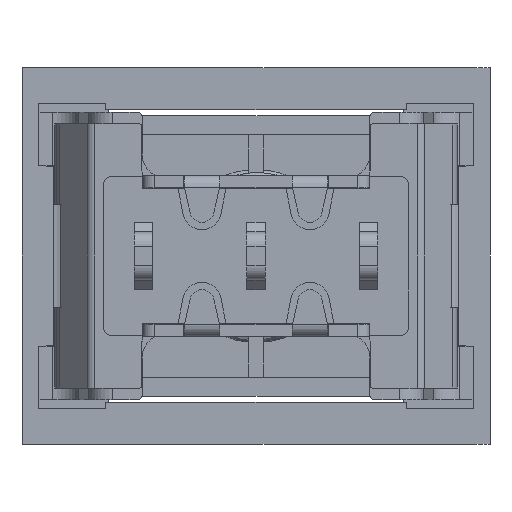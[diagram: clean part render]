
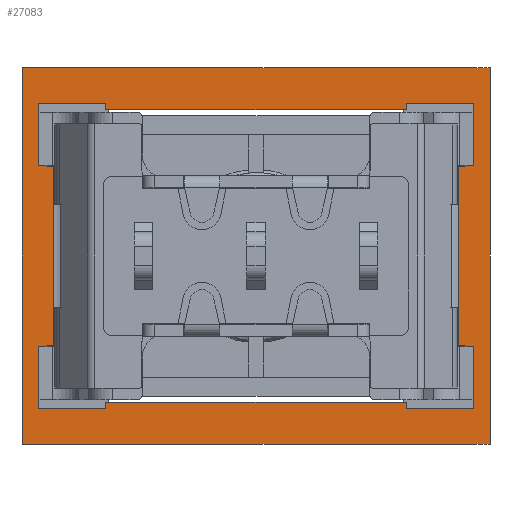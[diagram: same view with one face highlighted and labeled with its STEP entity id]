
A CAD part, front view. The second image highlights one B-rep face of the part: STEP entity #27083.
In plain terms, the highlighted planar face has unit normal (0, -1, 0).
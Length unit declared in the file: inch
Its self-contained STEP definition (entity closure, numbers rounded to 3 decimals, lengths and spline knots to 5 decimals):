
#26250=DIRECTION('',(0.,0.,-1.));
#26251=VECTOR('',#26250,0.61811);
#26252=CARTESIAN_POINT('',(-0.38386,-0.03937,
0.30906));
#26253=LINE('',#26252,#26251);
#26264=DIRECTION('',(-1.,0.,0.));
#26265=VECTOR('',#26264,0.76772);
#26266=CARTESIAN_POINT('',(0.38386,-0.03937,
0.30906));
#26267=LINE('',#26266,#26265);
#26301=DIRECTION('',(0.,0.,-1.));
#26302=VECTOR('',#26301,0.61811);
#26303=CARTESIAN_POINT('',(0.38386,-0.03937,
0.30906));
#26304=LINE('',#26303,#26302);
#26351=DIRECTION('',(-1.,0.,0.));
#26352=VECTOR('',#26351,0.76772);
#26353=CARTESIAN_POINT('',(0.38386,-0.03937,
-0.30906));
#26354=LINE('',#26353,#26352);
#26408=DIRECTION('',(1.,0.,0.));
#26409=VECTOR('',#26408,0.49213);
#26410=CARTESIAN_POINT('',(-0.24606,-0.03937,
-0.24016));
#26411=LINE('',#26410,#26409);
#26436=DIRECTION('',(-1.,0.,0.));
#26437=VECTOR('',#26436,0.49213);
#26438=CARTESIAN_POINT('',(0.24606,-0.03937,
0.24016));
#26439=LINE('',#26438,#26437);
#26492=DIRECTION('',(0.,0.,1.));
#26493=VECTOR('',#26492,0.00984);
#26494=CARTESIAN_POINT('',(-0.24606,-0.03937,
-0.25));
#26495=LINE('',#26494,#26493);
#26513=DIRECTION('',(1.,0.,0.));
#26514=VECTOR('',#26513,0.11024);
#26515=CARTESIAN_POINT('',(-0.3563,-0.03937,
-0.25));
#26516=LINE('',#26515,#26514);
#26534=DIRECTION('',(0.,0.,-1.));
#26535=VECTOR('',#26534,0.10236);
#26536=CARTESIAN_POINT('',(-0.3563,-0.03937,
0.25));
#26537=LINE('',#26536,#26535);
#26548=DIRECTION('',(0.,0.,-1.));
#26549=VECTOR('',#26548,0.10236);
#26550=CARTESIAN_POINT('',(-0.3563,-0.03937,
-0.14764));
#26551=LINE('',#26550,#26549);
#26555=DIRECTION('',(-1.,0.,0.));
#26556=VECTOR('',#26555,0.02362);
#26557=CARTESIAN_POINT('',(-0.33268,-0.03937,
-0.14764));
#26558=LINE('',#26557,#26556);
#26569=DIRECTION('',(0.,0.,-1.));
#26570=VECTOR('',#26569,0.29528);
#26571=CARTESIAN_POINT('',(-0.33268,-0.03937,
0.14764));
#26572=LINE('',#26571,#26570);
#26583=DIRECTION('',(1.,0.,0.));
#26584=VECTOR('',#26583,0.02362);
#26585=CARTESIAN_POINT('',(-0.3563,-0.03937,
0.14764));
#26586=LINE('',#26585,#26584);
#26639=DIRECTION('',(-1.,0.,0.));
#26640=VECTOR('',#26639,0.11024);
#26641=CARTESIAN_POINT('',(-0.24606,-0.03937,
0.25));
#26642=LINE('',#26641,#26640);
#26660=DIRECTION('',(0.,0.,1.));
#26661=VECTOR('',#26660,0.00984);
#26662=CARTESIAN_POINT('',(-0.24606,-0.03937,
0.24016));
#26663=LINE('',#26662,#26661);
#26681=DIRECTION('',(0.,0.,-1.));
#26682=VECTOR('',#26681,0.00984);
#26683=CARTESIAN_POINT('',(0.24606,-0.03937,
0.25));
#26684=LINE('',#26683,#26682);
#26702=DIRECTION('',(-1.,0.,0.));
#26703=VECTOR('',#26702,0.11024);
#26704=CARTESIAN_POINT('',(0.3563,-0.03937,
0.25));
#26705=LINE('',#26704,#26703);
#26709=DIRECTION('',(0.,0.,1.));
#26710=VECTOR('',#26709,0.10236);
#26711=CARTESIAN_POINT('',(0.3563,-0.03937,
-0.25));
#26712=LINE('',#26711,#26710);
#26730=DIRECTION('',(0.,0.,1.));
#26731=VECTOR('',#26730,0.10236);
#26732=CARTESIAN_POINT('',(0.3563,-0.03937,
0.14764));
#26733=LINE('',#26732,#26731);
#26737=DIRECTION('',(1.,0.,0.));
#26738=VECTOR('',#26737,0.02362);
#26739=CARTESIAN_POINT('',(0.33268,-0.03937,
0.14764));
#26740=LINE('',#26739,#26738);
#26751=DIRECTION('',(0.,0.,1.));
#26752=VECTOR('',#26751,0.29528);
#26753=CARTESIAN_POINT('',(0.33268,-0.03937,
-0.14764));
#26754=LINE('',#26753,#26752);
#26765=DIRECTION('',(-1.,0.,0.));
#26766=VECTOR('',#26765,0.02362);
#26767=CARTESIAN_POINT('',(0.3563,-0.03937,
-0.14764));
#26768=LINE('',#26767,#26766);
#26828=DIRECTION('',(1.,0.,0.));
#26829=VECTOR('',#26828,0.11024);
#26830=CARTESIAN_POINT('',(0.24606,-0.03937,
-0.25));
#26831=LINE('',#26830,#26829);
#26856=DIRECTION('',(0.,0.,-1.));
#26857=VECTOR('',#26856,0.00984);
#26858=CARTESIAN_POINT('',(0.24606,-0.03937,
-0.24016));
#26859=LINE('',#26858,#26857);
#26884=CARTESIAN_POINT('',(-0.38386,-0.03937,
0.30906));
#26885=CARTESIAN_POINT('',(-0.38386,-0.03937,
-0.30906));
#26886=VERTEX_POINT('',#26884);
#26887=VERTEX_POINT('',#26885);
#26892=CARTESIAN_POINT('',(0.38386,-0.03937,
-0.30906));
#26893=VERTEX_POINT('',#26892);
#26894=CARTESIAN_POINT('',(0.38386,-0.03937,
0.30906));
#26895=VERTEX_POINT('',#26894);
#26896=CARTESIAN_POINT('',(-0.24606,-0.03937,
0.24016));
#26897=CARTESIAN_POINT('',(-0.24606,-0.03937,
0.25));
#26898=VERTEX_POINT('',#26896);
#26899=VERTEX_POINT('',#26897);
#26900=CARTESIAN_POINT('',(0.24606,-0.03937,
0.24016));
#26901=VERTEX_POINT('',#26900);
#26902=CARTESIAN_POINT('',(0.24606,-0.03937,
0.25));
#26903=VERTEX_POINT('',#26902);
#26904=CARTESIAN_POINT('',(0.3563,-0.03937,
0.25));
#26905=VERTEX_POINT('',#26904);
#26906=CARTESIAN_POINT('',(0.3563,-0.03937,
0.14764));
#26907=VERTEX_POINT('',#26906);
#26908=CARTESIAN_POINT('',(0.33268,-0.03937,
0.14764));
#26909=VERTEX_POINT('',#26908);
#26910=CARTESIAN_POINT('',(0.33268,-0.03937,
-0.14764));
#26911=VERTEX_POINT('',#26910);
#26912=CARTESIAN_POINT('',(0.3563,-0.03937,
-0.14764));
#26913=VERTEX_POINT('',#26912);
#26914=CARTESIAN_POINT('',(0.3563,-0.03937,
-0.25));
#26915=VERTEX_POINT('',#26914);
#26916=CARTESIAN_POINT('',(0.24606,-0.03937,
-0.25));
#26917=VERTEX_POINT('',#26916);
#26918=CARTESIAN_POINT('',(0.24606,-0.03937,
-0.24016));
#26919=VERTEX_POINT('',#26918);
#26920=CARTESIAN_POINT('',(-0.24606,-0.03937,
-0.24016));
#26921=VERTEX_POINT('',#26920);
#26922=CARTESIAN_POINT('',(-0.24606,-0.03937,
-0.25));
#26923=VERTEX_POINT('',#26922);
#26924=CARTESIAN_POINT('',(-0.3563,-0.03937,
-0.25));
#26925=VERTEX_POINT('',#26924);
#26926=CARTESIAN_POINT('',(-0.3563,-0.03937,
-0.14764));
#26927=VERTEX_POINT('',#26926);
#26928=CARTESIAN_POINT('',(-0.33268,-0.03937,
-0.14764));
#26929=VERTEX_POINT('',#26928);
#26930=CARTESIAN_POINT('',(-0.33268,-0.03937,
0.14764));
#26931=VERTEX_POINT('',#26930);
#26932=CARTESIAN_POINT('',(-0.3563,-0.03937,
0.14764));
#26933=VERTEX_POINT('',#26932);
#26934=CARTESIAN_POINT('',(-0.3563,-0.03937,
0.25));
#26935=VERTEX_POINT('',#26934);
#27027=CARTESIAN_POINT('',(0.,-0.03937,0.));
#27028=DIRECTION('',(0.,1.,0.));
#27029=DIRECTION('',(-1.,0.,0.));
#27030=AXIS2_PLACEMENT_3D('',#27027,#27028,#27029);
#27031=PLANE('',#27030);
#27032=ORIENTED_EDGE('',*,*,#27009,.F.);
#27034=ORIENTED_EDGE('',*,*,#27033,.F.);
#27036=ORIENTED_EDGE('',*,*,#27035,.T.);
#27038=ORIENTED_EDGE('',*,*,#27037,.T.);
#27039=EDGE_LOOP('',(#27032,#27034,#27036,#27038));
#27040=FACE_OUTER_BOUND('',#27039,.F.);
#27042=ORIENTED_EDGE('',*,*,#27041,.T.);
#27044=ORIENTED_EDGE('',*,*,#27043,.T.);
#27046=ORIENTED_EDGE('',*,*,#27045,.T.);
#27048=ORIENTED_EDGE('',*,*,#27047,.T.);
#27050=ORIENTED_EDGE('',*,*,#27049,.T.);
#27052=ORIENTED_EDGE('',*,*,#27051,.T.);
#27054=ORIENTED_EDGE('',*,*,#27053,.T.);
#27056=ORIENTED_EDGE('',*,*,#27055,.T.);
#27058=ORIENTED_EDGE('',*,*,#27057,.T.);
#27060=ORIENTED_EDGE('',*,*,#27059,.T.);
#27062=ORIENTED_EDGE('',*,*,#27061,.T.);
#27064=ORIENTED_EDGE('',*,*,#27063,.T.);
#27066=ORIENTED_EDGE('',*,*,#27065,.T.);
#27068=ORIENTED_EDGE('',*,*,#27067,.T.);
#27070=ORIENTED_EDGE('',*,*,#27069,.T.);
#27072=ORIENTED_EDGE('',*,*,#27071,.T.);
#27074=ORIENTED_EDGE('',*,*,#27073,.T.);
#27076=ORIENTED_EDGE('',*,*,#27075,.T.);
#27078=ORIENTED_EDGE('',*,*,#27077,.T.);
#27080=ORIENTED_EDGE('',*,*,#27079,.T.);
#27081=EDGE_LOOP('',(#27042,#27044,#27046,#27048,#27050,#27052,#27054,#27056,
#27058,#27060,#27062,#27064,#27066,#27068,#27070,#27072,#27074,#27076,#27078,
#27080));
#27082=FACE_BOUND('',#27081,.F.);
#27009=EDGE_CURVE('',#26886,#26887,#26253,.T.);
#27033=EDGE_CURVE('',#26895,#26886,#26267,.T.);
#27035=EDGE_CURVE('',#26895,#26893,#26304,.T.);
#27037=EDGE_CURVE('',#26893,#26887,#26354,.T.);
#27041=EDGE_CURVE('',#26898,#26899,#26663,.T.);
#27043=EDGE_CURVE('',#26899,#26935,#26642,.T.);
#27045=EDGE_CURVE('',#26935,#26933,#26537,.T.);
#27047=EDGE_CURVE('',#26933,#26931,#26586,.T.);
#27049=EDGE_CURVE('',#26931,#26929,#26572,.T.);
#27051=EDGE_CURVE('',#26929,#26927,#26558,.T.);
#27053=EDGE_CURVE('',#26927,#26925,#26551,.T.);
#27055=EDGE_CURVE('',#26925,#26923,#26516,.T.);
#27057=EDGE_CURVE('',#26923,#26921,#26495,.T.);
#27059=EDGE_CURVE('',#26921,#26919,#26411,.T.);
#27061=EDGE_CURVE('',#26919,#26917,#26859,.T.);
#27063=EDGE_CURVE('',#26917,#26915,#26831,.T.);
#27065=EDGE_CURVE('',#26915,#26913,#26712,.T.);
#27067=EDGE_CURVE('',#26913,#26911,#26768,.T.);
#27069=EDGE_CURVE('',#26911,#26909,#26754,.T.);
#27071=EDGE_CURVE('',#26909,#26907,#26740,.T.);
#27073=EDGE_CURVE('',#26907,#26905,#26733,.T.);
#27075=EDGE_CURVE('',#26905,#26903,#26705,.T.);
#27077=EDGE_CURVE('',#26903,#26901,#26684,.T.);
#27079=EDGE_CURVE('',#26901,#26898,#26439,.T.);
#27083=ADVANCED_FACE('',(#27040,#27082),#27031,.F.);
